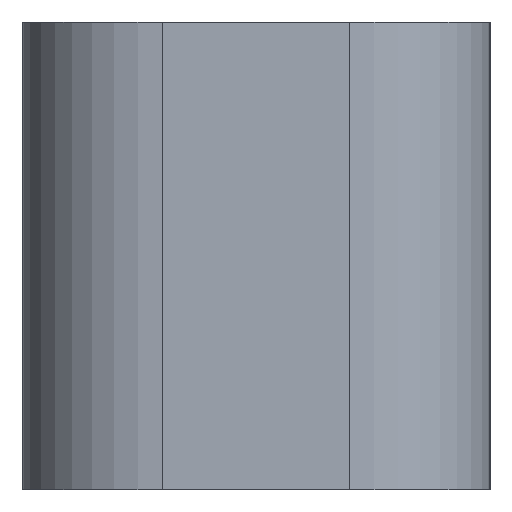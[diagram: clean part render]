
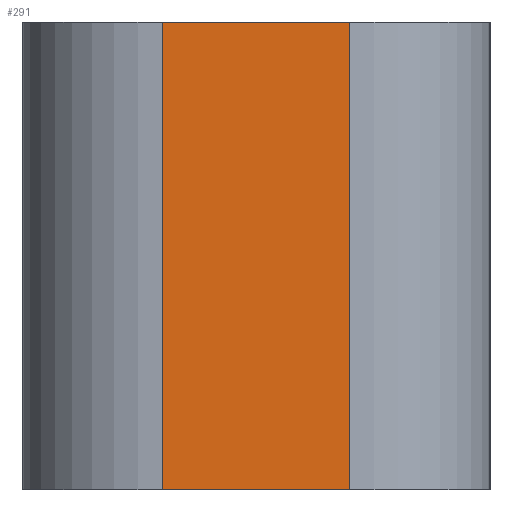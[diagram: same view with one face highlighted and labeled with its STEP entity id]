
A CAD part, left-side view. The second image highlights one B-rep face of the part: STEP entity #291.
In plain terms, the highlighted planar face has unit normal (-1, 0, 0).
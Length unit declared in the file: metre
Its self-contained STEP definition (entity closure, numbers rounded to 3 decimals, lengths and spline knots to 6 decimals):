
#16=LINE('',#480,#32);
#17=LINE('',#483,#33);
#18=LINE('',#485,#34);
#19=LINE('',#487,#35);
#32=VECTOR('',#386,1.);
#33=VECTOR('',#387,1.);
#34=VECTOR('',#388,1.);
#35=VECTOR('',#389,1.);
#45=PLANE('',#329);
#63=ORIENTED_EDGE('',*,*,#135,.F.);
#64=ORIENTED_EDGE('',*,*,#136,.T.);
#65=ORIENTED_EDGE('',*,*,#137,.T.);
#66=ORIENTED_EDGE('',*,*,#138,.T.);
#135=EDGE_CURVE('',#171,#172,#16,.T.);
#136=EDGE_CURVE('',#171,#173,#17,.T.);
#137=EDGE_CURVE('',#173,#174,#18,.T.);
#138=EDGE_CURVE('',#174,#172,#19,.F.);
#171=VERTEX_POINT('',#481);
#172=VERTEX_POINT('',#482);
#173=VERTEX_POINT('',#484);
#174=VERTEX_POINT('',#486);
#216=EDGE_LOOP('',(#63,#64,#65,#66));
#250=FACE_BOUND('',#216,.T.);
#291=ADVANCED_FACE('',(#250),#45,.F.);
#329=AXIS2_PLACEMENT_3D('',#479,#384,#385);
#384=DIRECTION('',(1.,0.,0.));
#385=DIRECTION('',(0.,0.,-1.));
#386=DIRECTION('',(0.,-1.,0.));
#387=DIRECTION('',(0.,0.,-1.));
#388=DIRECTION('',(0.,-1.,0.));
#389=DIRECTION('',(0.,0.,-1.));
#479=CARTESIAN_POINT('',(-0.03,0.05,0.01));
#480=CARTESIAN_POINT('',(-0.03,0.05,0.01));
#481=CARTESIAN_POINT('',(-0.03,0.052,0.01));
#482=CARTESIAN_POINT('',(-0.03,0.048,0.01));
#483=CARTESIAN_POINT('',(-0.03,0.052,0.));
#484=CARTESIAN_POINT('',(-0.03,0.052,0.));
#485=CARTESIAN_POINT('',(-0.03,0.05,0.));
#486=CARTESIAN_POINT('',(-0.03,0.048,0.));
#487=CARTESIAN_POINT('',(-0.03,0.048,0.01));
